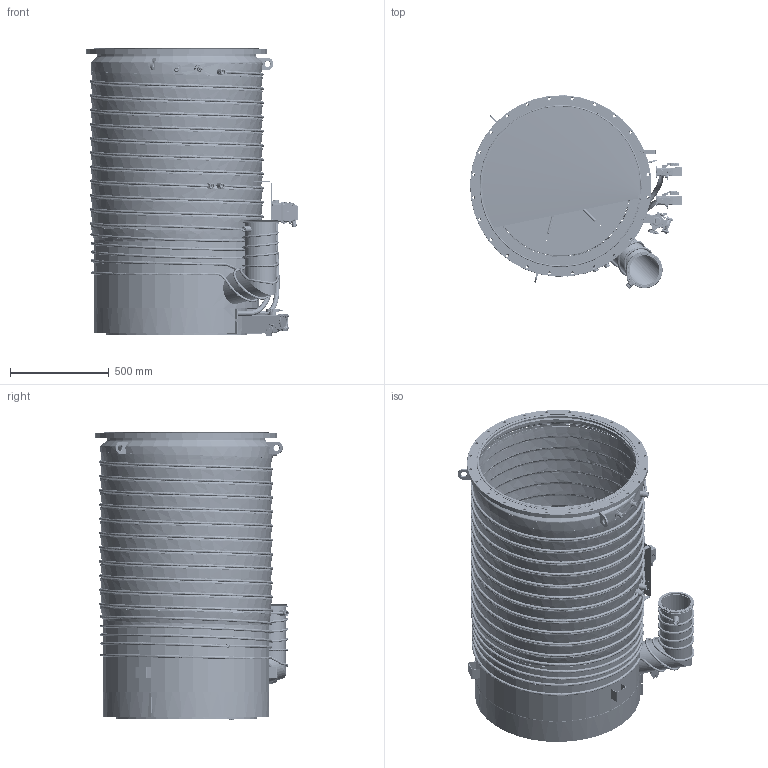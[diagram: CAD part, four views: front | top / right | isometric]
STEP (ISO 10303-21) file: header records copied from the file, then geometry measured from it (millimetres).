
FILE_DESCRIPTION(('STEP AP242'), '1');
FILE_NAME('ÍÄ-800 ñ ØÐ èñõîäíèê ïîâåðõíîñòÿìè', '2025-09-09T10:11:29', ('User'), (''), 'C3D Converter', 'C3D Toolkit', '');
FILE_SCHEMA(('AP242_MANAGED_MODEL_BASED_3D_ENGINEERING_MIM_LF { 1 0 10303 442 1 1 4 }'));
Length unit declared in the file: millimetre
Bounding box: 1073.51 x 978.66 x 1460.35 mm (x, y, z)
Surface area: 10890111.3 mm2 (no closed solid volume)
Topology: 0 solids, 246 shells, 2559 faces, 9358 edges, 6749 vertices
Faces by surface type: cylinder 942, plane 898, torus 302, bspline 275, cone 110, sphere 31, revolution 1
Full cylindrical faces by diameter (mm): 1.2 x4, 2.459 x1, 2.95 x4, 3 x6, 3.1 x2, 3.3 x3, 3.4 x17, 4.2 x1, 5 x4, 5.5 x9, 6 x2, 7 x4, 7.6 x4, 8 x9, 8.4 x4, 8.8 x4, 9.8 x4, 10 x9, 11.5 x2, 12 x9, 13 x5, 14 x29, 14.2 x1, 14.95 x2, 15 x2, 16.2 x1, 18 x1, 18.632 x5, 20 x9, 21.5 x1
Entity records: 283735 total; most frequent: CARTESIAN_POINT 211337, DIRECTION 13743, ORIENTED_EDGE 13625, EDGE_CURVE 8897, VERTEX_POINT 6738, AXIS2_PLACEMENT_3D 4984, LINE 3774, VECTOR 3774
